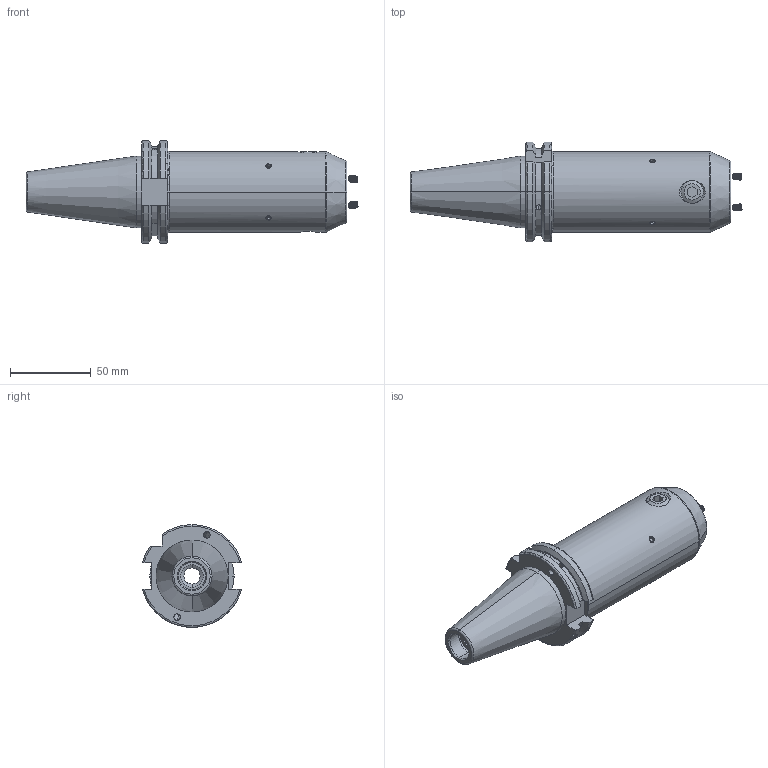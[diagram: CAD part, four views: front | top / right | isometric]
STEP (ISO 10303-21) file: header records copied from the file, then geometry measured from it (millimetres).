
FILE_DESCRIPTION (( 'STEP AP203' ), '1' );
FILE_NAME ('FWS409H-EKH18130.STEP', '2024-01-06T05:16:15', ( '' ), ( '' ), 'SwSTEP 2.0', 'SolidWorks 2023', '' );
FILE_SCHEMA (( 'CONFIG_CONTROL_DESIGN' ));
Length unit declared in the file: millimetre
Products named in the file (6): GS-M14X16-DIN1835-B_ISO 4026 - M12 x 12-N; SK40EK18130FWW; FWS409H-EKH18130; GS-M4X4-COATING_DIN 913 - M4 x 4-N; GS-M4X4_DIN 913 - M4 x 4-N
Assembly tree (13 placements, depth 3):
  FWS409H-EKH18130
    SK40EK18130FWW
      SK40EK18130FWW
      GS-M14X16-DIN1835-B_ISO 4026 - M12 x 12-N
      GS-M4X4-COATING_DIN 913 - M4 x 4-N  x6
      GS-M4X4_DIN 913 - M4 x 4-N  x4
Bounding box: 205.2 x 61.48 x 63.55 mm (x, y, z)
Volume: 292766.2 mm3; surface area: 47314.3 mm2
Topology: 12 solids, 12 shells, 641 faces, 1630 edges, 1027 vertices
Faces by surface type: cone 316, cylinder 168, plane 133, torus 18, bspline 4, sphere 2
Entity records: 9870 total; most frequent: CARTESIAN_POINT 2639, DIRECTION 1390, ORIENTED_EDGE 1330, EDGE_CURVE 665, AXIS2_PLACEMENT_3D 557, VERTEX_POINT 416, EDGE_LOOP 301, CIRCLE 279
